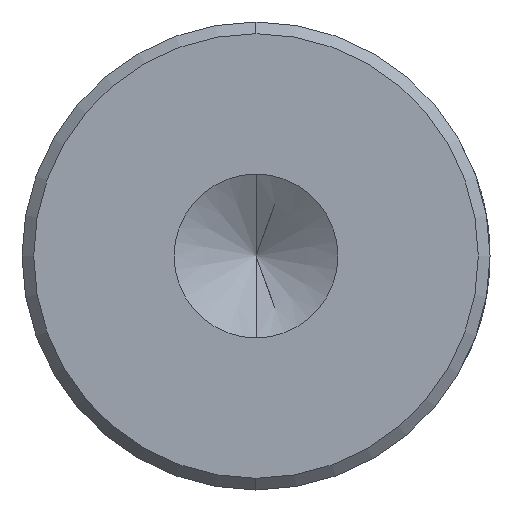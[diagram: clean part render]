
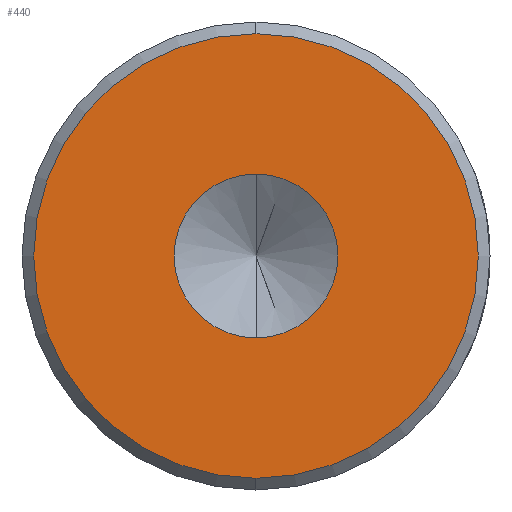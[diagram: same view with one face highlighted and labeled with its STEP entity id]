
A CAD part, left-side view. The second image highlights one B-rep face of the part: STEP entity #440.
In plain terms, the highlighted planar face has unit normal (-1, 0, 0).
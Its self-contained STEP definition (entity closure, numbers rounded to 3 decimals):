
#74 = VERTEX_POINT ( 'NONE', #909 ) ;
#178 = DIRECTION ( 'NONE',  ( -1., 0., 0. ) ) ;
#248 = DIRECTION ( 'NONE',  ( -1., 0., 0. ) ) ;
#277 = DIRECTION ( 'NONE',  ( -1., 0., 0. ) ) ;
#300 = AXIS2_PLACEMENT_3D ( 'NONE', #798, #178, #899 ) ;
#335 = EDGE_CURVE ( 'NONE', #1063, #913, #920, .T. ) ;
#350 = AXIS2_PLACEMENT_3D ( 'NONE', #870, #768, #1062 ) ;
#356 = ORIENTED_EDGE ( 'NONE', *, *, #1041, .F. ) ;
#370 = PLANE ( 'NONE',  #350 ) ;
#411 = EDGE_CURVE ( 'NONE', #465, #74, #663, .T. ) ;
#425 = AXIS2_PLACEMENT_3D ( 'NONE', #864, #248, #959 ) ;
#440 = ADVANCED_FACE ( 'NONE', ( #852, #1075 ), #370, .T. ) ;
#465 = VERTEX_POINT ( 'NONE', #683 ) ;
#467 = CARTESIAN_POINT ( 'NONE',  ( 0., 0., 0. ) ) ;
#468 = EDGE_CURVE ( 'NONE', #74, #465, #1315, .T. ) ;
#503 = ORIENTED_EDGE ( 'NONE', *, *, #468, .T. ) ;
#575 = DIRECTION ( 'NONE',  ( 0., 0., 1. ) ) ;
#620 = CARTESIAN_POINT ( 'NONE',  ( 0., 0., 3.5 ) ) ;
#621 = EDGE_LOOP ( 'NONE', ( #735, #503 ) ) ;
#663 = CIRCLE ( 'NONE', #1310, 9.501 ) ;
#683 = CARTESIAN_POINT ( 'NONE',  ( 0., 0., -9.501 ) ) ;
#735 = ORIENTED_EDGE ( 'NONE', *, *, #411, .T. ) ;
#768 = DIRECTION ( 'NONE',  ( -1., 0., 0. ) ) ;
#790 = EDGE_LOOP ( 'NONE', ( #1281, #356 ) ) ;
#798 = CARTESIAN_POINT ( 'NONE',  ( 0., 0., 0. ) ) ;
#852 = FACE_OUTER_BOUND ( 'NONE', #621, .T. ) ;
#864 = CARTESIAN_POINT ( 'NONE',  ( 0., 0., 0. ) ) ;
#870 = CARTESIAN_POINT ( 'NONE',  ( 0., 0., 0. ) ) ;
#888 = CARTESIAN_POINT ( 'NONE',  ( 0., 0., 0. ) ) ;
#899 = DIRECTION ( 'NONE',  ( 0., 0., 1. ) ) ;
#909 = CARTESIAN_POINT ( 'NONE',  ( 0., 0., 9.501 ) ) ;
#913 = VERTEX_POINT ( 'NONE', #1259 ) ;
#920 = CIRCLE ( 'NONE', #974, 3.5 ) ;
#959 = DIRECTION ( 'NONE',  ( 0., 0., 1. ) ) ;
#974 = AXIS2_PLACEMENT_3D ( 'NONE', #888, #277, #981 ) ;
#981 = DIRECTION ( 'NONE',  ( 0., 0., 1. ) ) ;
#1041 = EDGE_CURVE ( 'NONE', #913, #1063, #1121, .T. ) ;
#1062 = DIRECTION ( 'NONE',  ( 0., 0., 1. ) ) ;
#1063 = VERTEX_POINT ( 'NONE', #620 ) ;
#1075 = FACE_BOUND ( 'NONE', #790, .T. ) ;
#1121 = CIRCLE ( 'NONE', #300, 3.5 ) ;
#1154 = DIRECTION ( 'NONE',  ( -1., 0., 0. ) ) ;
#1259 = CARTESIAN_POINT ( 'NONE',  ( 0., 0., -3.5 ) ) ;
#1281 = ORIENTED_EDGE ( 'NONE', *, *, #335, .F. ) ;
#1310 = AXIS2_PLACEMENT_3D ( 'NONE', #467, #1154, #575 ) ;
#1315 = CIRCLE ( 'NONE', #425, 9.501 ) ;
